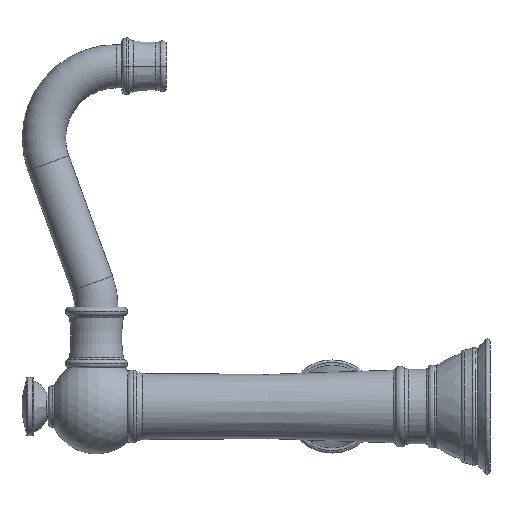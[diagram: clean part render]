
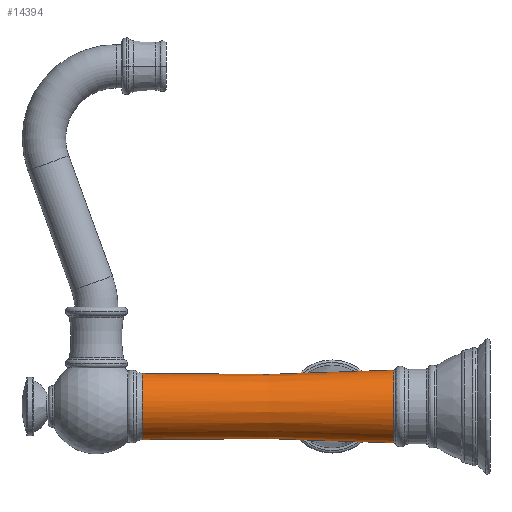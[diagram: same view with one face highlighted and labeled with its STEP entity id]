
A CAD part, left-side view. The second image highlights one B-rep face of the part: STEP entity #14394.
In plain terms, the highlighted face is a revolution surface.
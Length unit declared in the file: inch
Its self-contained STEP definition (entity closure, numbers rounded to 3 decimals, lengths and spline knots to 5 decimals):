
#5184=CARTESIAN_POINT('',(0.,6.0194,0.));
#5185=DIRECTION('',(0.,-1.,0.));
#5186=DIRECTION('',(0.,0.,1.));
#5187=AXIS2_PLACEMENT_3D('',#5184,#5185,#5186);
#5192=CARTESIAN_POINT('',(0.,1.66535,
0.6288));
#5193=CARTESIAN_POINT('',(0.,2.19442,
0.60015));
#5194=CARTESIAN_POINT('',(0.,3.64508,
0.5435));
#5195=CARTESIAN_POINT('',(0.,5.09683,
0.54682));
#5196=CARTESIAN_POINT('',(0.,6.0194,
0.57313));
#5201=CARTESIAN_POINT('',(0.,1.66535,0.));
#5202=DIRECTION('',(0.,-1.,0.));
#5203=DIRECTION('',(0.,0.,1.));
#5204=AXIS2_PLACEMENT_3D('',#5201,#5202,#5203);
#5209=CARTESIAN_POINT('',(0.,1.66535,
-0.6288));
#5210=CARTESIAN_POINT('',(0.,2.19442,
-0.60015));
#5211=CARTESIAN_POINT('',(0.,3.64508,
-0.5435));
#5212=CARTESIAN_POINT('',(0.,5.09683,
-0.54682));
#5213=CARTESIAN_POINT('',(0.,6.0194,
-0.57313));
#7365=CARTESIAN_POINT('',(0.,1.66535,
-0.6288));
#7366=CARTESIAN_POINT('',(0.,1.66535,
0.6288));
#7367=VERTEX_POINT('',#7365);
#7368=VERTEX_POINT('',#7366);
#7423=CARTESIAN_POINT('',(0.,6.0194,
0.57313));
#7424=CARTESIAN_POINT('',(0.,6.0194,
-0.57313));
#7425=VERTEX_POINT('',#7423);
#7426=VERTEX_POINT('',#7424);
#14374=CARTESIAN_POINT('',(0.,6.06293,-0.57439));
#14375=CARTESIAN_POINT('',(0.,5.12584,-0.5469));
#14376=CARTESIAN_POINT('',(0.,3.64506,-0.5429));
#14377=CARTESIAN_POINT('',(0.,2.16542,-0.60129));
#14378=CARTESIAN_POINT('',(0.,1.62186,-0.63117));
#14383=CARTESIAN_POINT('',(0.,7.29905,0.));
#14384=DIRECTION('',(0.,-1.,0.));
#14385=AXIS1_PLACEMENT('',#14383,#14384);
#14386=SURFACE_OF_REVOLUTION('',#14379,#14385);
#14387=ORIENTED_EDGE('',*,*,#14361,.F.);
#14388=ORIENTED_EDGE('',*,*,#14224,.F.);
#14390=ORIENTED_EDGE('',*,*,#14389,.T.);
#14391=ORIENTED_EDGE('',*,*,#14220,.T.);
#14392=EDGE_LOOP('',(#14387,#14388,#14390,#14391));
#14393=FACE_OUTER_BOUND('',#14392,.F.);
#5188=CIRCLE('',#5187,0.57313);
#5197=B_SPLINE_CURVE_WITH_KNOTS('',3,(#5192,#5193,#5194,#5195,#5196),
.UNSPECIFIED.,.F.,.F.,(4,1,4),(0.,0.36481,1.),.UNSPECIFIED.);
#5205=CIRCLE('',#5204,0.6288);
#5214=B_SPLINE_CURVE_WITH_KNOTS('',3,(#5209,#5210,#5211,#5212,#5213),
.UNSPECIFIED.,.F.,.F.,(4,1,4),(0.,0.36481,1.),.UNSPECIFIED.);
#14220=EDGE_CURVE('',#7367,#7426,#5214,.T.);
#14224=EDGE_CURVE('',#7368,#7425,#5197,.T.);
#14361=EDGE_CURVE('',#7425,#7426,#5188,.T.);
#14379=B_SPLINE_CURVE_WITH_KNOTS('',3,(#14374,#14375,#14376,#14377,#14378),
.UNSPECIFIED.,.F.,.F.,(4,1,4),(0.,0.63254,1.),.UNSPECIFIED.);
#14389=EDGE_CURVE('',#7368,#7367,#5205,.T.);
#14394=ADVANCED_FACE('',(#14393),#14386,.T.);
